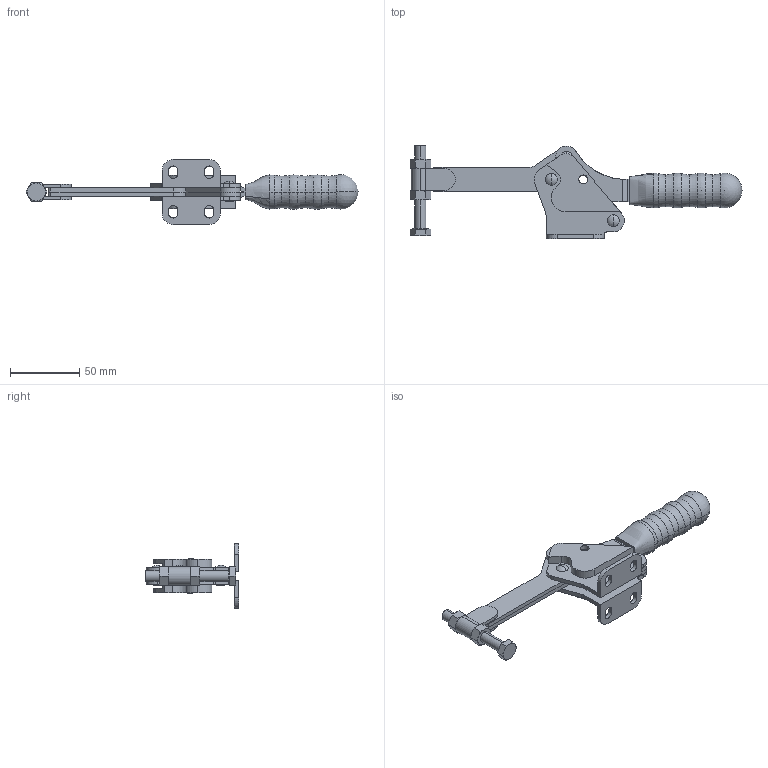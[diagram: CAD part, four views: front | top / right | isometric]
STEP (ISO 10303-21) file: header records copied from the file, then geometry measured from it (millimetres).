
FILE_DESCRIPTION (( 'STEP AP214' ), '1' );
FILE_NAME ('GH-22502-A(Â²¤Æ)-1.STEP', '2020-07-13T07:42:18', ( 'LinWei' ), ( '' ), 'SwSTEP 2.0', 'SolidWorks 2016', '' );
FILE_SCHEMA (( 'AUTOMOTIVE_DESIGN' ));
Length unit declared in the file: millimetre
Products named in the file (6): Group4^493786(GH-22502-B); Group2^GH-22501-A(簡化); Group1^GH-22501-A(簡化); Group2^GH-22502-A(簡化)-1; Group1^GH-22502-A(簡化)-1; GH-22502-A(簡化)-1
Assembly tree (5 placements, depth 2):
  GH-22502-A(簡化)-1
    Group1^GH-22502-A(簡化)-1
    Group2^GH-22502-A(簡化)-1
    Group1^GH-22501-A(簡化)
    Group2^GH-22501-A(簡化)
    Group4^493786(GH-22502-B)
Bounding box: 239.52 x 67.47 x 47 mm (x, y, z)
Volume: 85970.7 mm3; surface area: 41276.2 mm2
Topology: 5 solids, 5 shells, 318 faces, 821 edges, 521 vertices
Faces by surface type: plane 125, cylinder 123, cone 32, torus 20, sphere 16, bspline 2
Entity records: 12070 total; most frequent: CARTESIAN_POINT 2683, DIRECTION 1736, ORIENTED_EDGE 1604, EDGE_CURVE 802, AXIS2_PLACEMENT_3D 681, VERTEX_POINT 510, VECTOR 374, LINE 374
